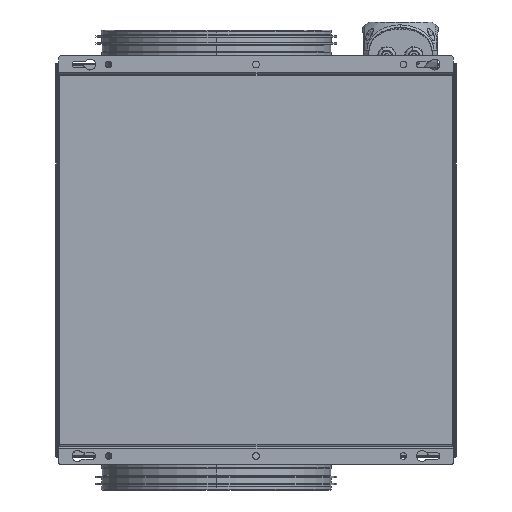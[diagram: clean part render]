
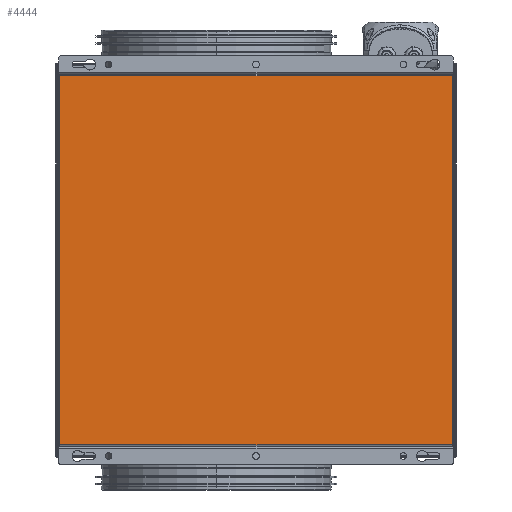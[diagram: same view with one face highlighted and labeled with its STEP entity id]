
A CAD part, front view. The second image highlights one B-rep face of the part: STEP entity #4444.
In plain terms, the highlighted planar face has unit normal (0, -1, 0).
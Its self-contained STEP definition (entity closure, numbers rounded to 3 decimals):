
#1243 = LINE ( 'NONE', #80567, #27047 ) ;
#4075 = ORIENTED_EDGE ( 'NONE', *, *, #103047, .F. ) ;
#4444 = ADVANCED_FACE ( 'NONE', ( #23941 ), #118753, .F. ) ;
#8887 = CARTESIAN_POINT ( 'NONE',  ( -268., 0., -252. ) ) ;
#10980 = VECTOR ( 'NONE', #60550, 1000. ) ;
#12136 = VERTEX_POINT ( 'NONE', #8887 ) ;
#15721 = EDGE_CURVE ( 'NONE', #118810, #31318, #106728, .T. ) ;
#18264 = ORIENTED_EDGE ( 'NONE', *, *, #15721, .T. ) ;
#22672 = DIRECTION ( 'NONE',  ( 0., 0., -1. ) ) ;
#23941 = FACE_OUTER_BOUND ( 'NONE', #118965, .T. ) ;
#27047 = VECTOR ( 'NONE', #22672, 1000. ) ;
#29459 = ORIENTED_EDGE ( 'NONE', *, *, #64645, .T. ) ;
#31318 = VERTEX_POINT ( 'NONE', #79854 ) ;
#35515 = LINE ( 'NONE', #75153, #80156 ) ;
#38293 = VECTOR ( 'NONE', #96320, 1000. ) ;
#52105 = AXIS2_PLACEMENT_3D ( 'NONE', #76532, #66769, #108364 ) ;
#56691 = LINE ( 'NONE', #124921, #38293 ) ;
#60550 = DIRECTION ( 'NONE',  ( 0., 0., 1. ) ) ;
#64645 = EDGE_CURVE ( 'NONE', #112795, #12136, #1243, .T. ) ;
#66769 = DIRECTION ( 'NONE',  ( 0., 1., 0. ) ) ;
#75153 = CARTESIAN_POINT ( 'NONE',  ( 270., 0., -252. ) ) ;
#76532 = CARTESIAN_POINT ( 'NONE',  ( 270., 0., -252. ) ) ;
#79854 = CARTESIAN_POINT ( 'NONE',  ( 268., 0., 252. ) ) ;
#80156 = VECTOR ( 'NONE', #114784, 1000. ) ;
#80567 = CARTESIAN_POINT ( 'NONE',  ( -268., 0., 252. ) ) ;
#82199 = ORIENTED_EDGE ( 'NONE', *, *, #109168, .F. ) ;
#87251 = CARTESIAN_POINT ( 'NONE',  ( 268., 0., -252. ) ) ;
#96320 = DIRECTION ( 'NONE',  ( 1., 0., 0. ) ) ;
#103047 = EDGE_CURVE ( 'NONE', #118810, #12136, #35515, .T. ) ;
#106728 = LINE ( 'NONE', #87251, #10980 ) ;
#108364 = DIRECTION ( 'NONE',  ( 0., 0., -1. ) ) ;
#109168 = EDGE_CURVE ( 'NONE', #112795, #31318, #56691, .T. ) ;
#109622 = CARTESIAN_POINT ( 'NONE',  ( 268., 0., -252. ) ) ;
#112795 = VERTEX_POINT ( 'NONE', #122524 ) ;
#114784 = DIRECTION ( 'NONE',  ( -1., 0., 0. ) ) ;
#118753 = PLANE ( 'NONE',  #52105 ) ;
#118810 = VERTEX_POINT ( 'NONE', #109622 ) ;
#118965 = EDGE_LOOP ( 'NONE', ( #29459, #4075, #18264, #82199 ) ) ;
#122524 = CARTESIAN_POINT ( 'NONE',  ( -268., 0., 252. ) ) ;
#124921 = CARTESIAN_POINT ( 'NONE',  ( 270., 0., 252. ) ) ;
